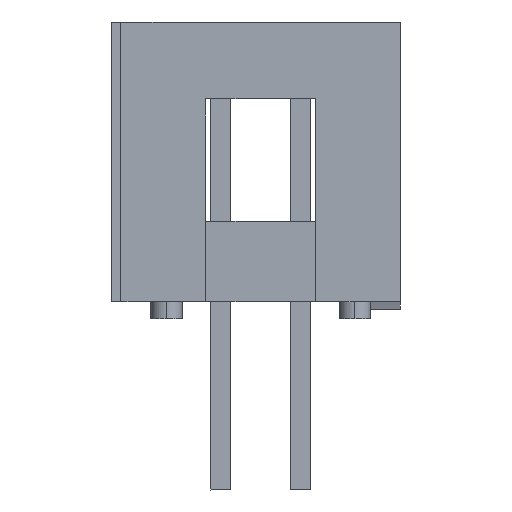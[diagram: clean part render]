
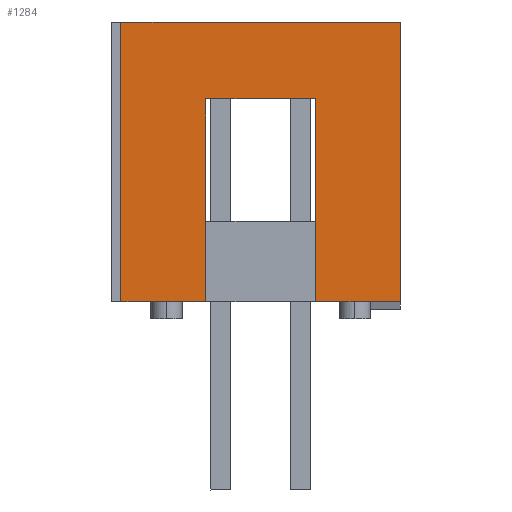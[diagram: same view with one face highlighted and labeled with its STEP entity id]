
A CAD part, left-side view. The second image highlights one B-rep face of the part: STEP entity #1284.
In plain terms, the highlighted free-form (B-spline) face has degree [1, 1] with [2, 2] control points.
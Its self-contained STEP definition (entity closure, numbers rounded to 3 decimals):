
#797=EDGE_CURVE('E143',#1734,#1513,#2349,.T.);
#828=EDGE_CURVE('E144',#1513,#1304,#2383,.T.);
#848=EDGE_CURVE('E145',#2203,#1005,#2403,.T.);
#1005=VERTEX_POINT('V99',#2574);
#1041=EDGE_CURVE('E68',#2203,#1304,#2613,.T.);
#1132=VERTEX_POINT('V95',#2713);
#1181=EDGE_CURVE('E126',#1984,#1132,#2767,.T.);
#1284=ADVANCED_FACE('F48',(#2877),#2878,.T.);
#1304=VERTEX_POINT('V55',#2900);
#1513=VERTEX_POINT('V104',#3127);
#1632=EDGE_CURVE('E114',#1958,#1984,#3257,.T.);
#1734=VERTEX_POINT('V103',#3368);
#1763=EDGE_CURVE('E142',#1132,#1734,#3402,.T.);
#1958=VERTEX_POINT('V88',#3624);
#1984=VERTEX_POINT('V86',#3651);
#2203=VERTEX_POINT('V54',#3889);
#2280=EDGE_CURVE('E128',#1005,#1958,#3977,.T.);
#2349=B_SPLINE_CURVE_WITH_KNOTS('',1,(#4061,#4062),.UNSPECIFIED.,.F.,.F.,(2,2),(0.0,1.0),.UNSPECIFIED.);
#2383=B_SPLINE_CURVE_WITH_KNOTS('',1,(#4125,#4126),.UNSPECIFIED.,.F.,.F.,(2,2),(0.0,1.0),.UNSPECIFIED.);
#2403=B_SPLINE_CURVE_WITH_KNOTS('',1,(#4163,#4164),.UNSPECIFIED.,.F.,.F.,(2,2),(0.0,0.303),.UNSPECIFIED.);
#2574=CARTESIAN_POINT('',(-16.51,1.75,-8.9));
#2613=B_SPLINE_CURVE_WITH_KNOTS('',1,(#4618,#4619),.UNSPECIFIED.,.F.,.F.,(2,2),(0.0,4.363),.UNSPECIFIED.);
#2713=CARTESIAN_POINT('',(-16.51,-1.75,-8.9));
#2767=B_SPLINE_CURVE_WITH_KNOTS('',1,(#4954,#4955),.UNSPECIFIED.,.F.,.F.,(2,2),(0.0,1.843),.UNSPECIFIED.);
#2877=FACE_OUTER_BOUND('',#5157,.T.);
#2878=B_SPLINE_SURFACE_WITH_KNOTS('',1,1,((#5158,#5159),(#5160,#5161)),.UNSPECIFIED.,.F.,.F.,.F.,(2,2),(2,2),(0.0,1.0),(0.0,1.0),.UNSPECIFIED.);
#2900=CARTESIAN_POINT('',(-16.51,4.45,0.0));
#3127=CARTESIAN_POINT('',(-16.51,-4.45,0.0));
#3257=B_SPLINE_CURVE_WITH_KNOTS('',1,(#5947,#5948),.UNSPECIFIED.,.F.,.F.,(2,2),(0.0,1.0),.UNSPECIFIED.);
#3368=CARTESIAN_POINT('',(-16.51,-4.45,-8.9));
#3402=B_SPLINE_CURVE_WITH_KNOTS('',1,(#6258,#6259),.UNSPECIFIED.,.F.,.F.,(2,2),(0.697,1.0),.UNSPECIFIED.);
#3624=CARTESIAN_POINT('',(-16.51,1.75,-2.45));
#3651=CARTESIAN_POINT('',(-16.51,-1.75,-2.45));
#3889=CARTESIAN_POINT('',(-16.51,4.45,-8.9));
#3977=B_SPLINE_CURVE_WITH_KNOTS('',1,(#7376,#7377),.UNSPECIFIED.,.F.,.F.,(2,2),(0.0,5.244),.UNSPECIFIED.);
#4061=CARTESIAN_POINT('',(-16.51,-4.45,-8.9));
#4062=CARTESIAN_POINT('',(-16.51,-4.45,0.0));
#4125=CARTESIAN_POINT('',(-16.51,-4.45,0.0));
#4126=CARTESIAN_POINT('',(-16.51,4.45,0.0));
#4163=CARTESIAN_POINT('',(-16.51,4.45,-8.9));
#4164=CARTESIAN_POINT('',(-16.51,1.75,-8.9));
#4618=CARTESIAN_POINT('',(-16.51,4.45,-8.9));
#4619=CARTESIAN_POINT('',(-16.51,4.45,0.0));
#4954=CARTESIAN_POINT('',(-16.51,-1.75,-2.45));
#4955=CARTESIAN_POINT('',(-16.51,-1.75,-8.9));
#5157=EDGE_LOOP('',(#7666,#7667,#7668,#7669,#7670,#7671,#7672,#7673));
#5158=CARTESIAN_POINT('',(-16.51,4.45,-8.9));
#5159=CARTESIAN_POINT('',(-16.51,4.45,0.0));
#5160=CARTESIAN_POINT('',(-16.51,-4.45,-8.9));
#5161=CARTESIAN_POINT('',(-16.51,-4.45,0.0));
#5947=CARTESIAN_POINT('',(-16.51,1.75,-2.45));
#5948=CARTESIAN_POINT('',(-16.51,-1.75,-2.45));
#6258=CARTESIAN_POINT('',(-16.51,-1.75,-8.9));
#6259=CARTESIAN_POINT('',(-16.51,-4.45,-8.9));
#7376=CARTESIAN_POINT('',(-16.51,1.75,-8.9));
#7377=CARTESIAN_POINT('',(-16.51,1.75,-2.45));
#7666=ORIENTED_EDGE('',*,*,#1632,.T.);
#7667=ORIENTED_EDGE('',*,*,#1181,.T.);
#7668=ORIENTED_EDGE('',*,*,#1763,.T.);
#7669=ORIENTED_EDGE('',*,*,#797,.T.);
#7670=ORIENTED_EDGE('',*,*,#828,.T.);
#7671=ORIENTED_EDGE('',*,*,#1041,.F.);
#7672=ORIENTED_EDGE('',*,*,#848,.T.);
#7673=ORIENTED_EDGE('',*,*,#2280,.T.);
